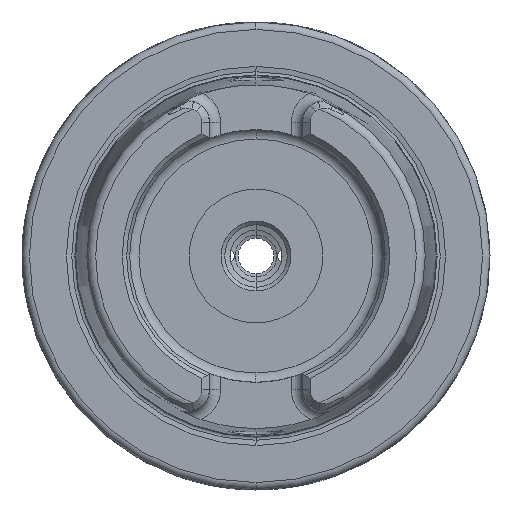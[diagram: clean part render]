
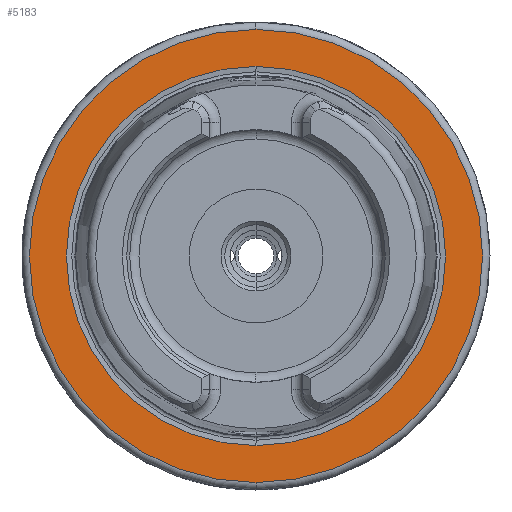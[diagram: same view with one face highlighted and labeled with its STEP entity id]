
A CAD part, left-side view. The second image highlights one B-rep face of the part: STEP entity #5183.
In plain terms, the highlighted planar face has unit normal (-1, 0, 0).
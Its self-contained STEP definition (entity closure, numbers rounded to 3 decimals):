
#250 = CARTESIAN_POINT ( 'NONE',  ( -24., 0., -25.521 ) ) ;
#320 = AXIS2_PLACEMENT_3D ( 'NONE', #3676, #6898, #3127 ) ;
#494 = AXIS2_PLACEMENT_3D ( 'NONE', #4537, #823, #5209 ) ;
#535 = AXIS2_PLACEMENT_3D ( 'NONE', #2165, #6526, #2748 ) ;
#608 = CARTESIAN_POINT ( 'NONE',  ( -24., 0., 30.5 ) ) ;
#635 = CARTESIAN_POINT ( 'NONE',  ( -24., 0., 0. ) ) ;
#715 = EDGE_CURVE ( 'NONE', #5492, #1583, #1644, .T. ) ;
#823 = DIRECTION ( 'NONE',  ( 1., 0., 0. ) ) ;
#887 = CIRCLE ( 'NONE', #2671, 30.5 ) ;
#1583 = VERTEX_POINT ( 'NONE', #3429 ) ;
#1644 = CIRCLE ( 'NONE', #3507, 30.5 ) ;
#2024 = EDGE_CURVE ( 'NONE', #1583, #5492, #887, .T. ) ;
#2165 = CARTESIAN_POINT ( 'NONE',  ( -24., 0., 0. ) ) ;
#2542 = PLANE ( 'NONE',  #320 ) ;
#2671 = AXIS2_PLACEMENT_3D ( 'NONE', #6661, #6710, #6751 ) ;
#2748 = DIRECTION ( 'NONE',  ( 0., 0., -1. ) ) ;
#2977 = VERTEX_POINT ( 'NONE', #5185 ) ;
#3003 = DIRECTION ( 'NONE',  ( 0., 0., -1. ) ) ;
#3103 = DIRECTION ( 'NONE',  ( -1., 0., 0. ) ) ;
#3127 = DIRECTION ( 'NONE',  ( 0., 0., -1. ) ) ;
#3429 = CARTESIAN_POINT ( 'NONE',  ( -24., 0., -30.5 ) ) ;
#3459 = EDGE_LOOP ( 'NONE', ( #3587, #3625 ) ) ;
#3507 = AXIS2_PLACEMENT_3D ( 'NONE', #635, #3103, #3003 ) ;
#3587 = ORIENTED_EDGE ( 'NONE', *, *, #5026, .T. ) ;
#3625 = ORIENTED_EDGE ( 'NONE', *, *, #4964, .T. ) ;
#3676 = CARTESIAN_POINT ( 'NONE',  ( -24., 31.5, 0. ) ) ;
#3737 = EDGE_LOOP ( 'NONE', ( #3801, #3834 ) ) ;
#3801 = ORIENTED_EDGE ( 'NONE', *, *, #2024, .T. ) ;
#3834 = ORIENTED_EDGE ( 'NONE', *, *, #715, .T. ) ;
#4537 = CARTESIAN_POINT ( 'NONE',  ( -24., 0., 0. ) ) ;
#4964 = EDGE_CURVE ( 'NONE', #5056, #2977, #6673, .T. ) ;
#5026 = EDGE_CURVE ( 'NONE', #2977, #5056, #6652, .T. ) ;
#5056 = VERTEX_POINT ( 'NONE', #250 ) ;
#5183 = ADVANCED_FACE ( 'NONE', ( #6421, #6384 ), #2542, .F. ) ;
#5185 = CARTESIAN_POINT ( 'NONE',  ( -24., 0., 25.521 ) ) ;
#5209 = DIRECTION ( 'NONE',  ( 0., 0., -1. ) ) ;
#5492 = VERTEX_POINT ( 'NONE', #608 ) ;
#6384 = FACE_BOUND ( 'NONE', #3459, .T. ) ;
#6421 = FACE_OUTER_BOUND ( 'NONE', #3737, .T. ) ;
#6526 = DIRECTION ( 'NONE',  ( 1., 0., 0. ) ) ;
#6652 = CIRCLE ( 'NONE', #494, 25.521 ) ;
#6661 = CARTESIAN_POINT ( 'NONE',  ( -24., 0., 0. ) ) ;
#6673 = CIRCLE ( 'NONE', #535, 25.521 ) ;
#6710 = DIRECTION ( 'NONE',  ( -1., 0., 0. ) ) ;
#6751 = DIRECTION ( 'NONE',  ( 0., 0., -1. ) ) ;
#6898 = DIRECTION ( 'NONE',  ( 1., 0., 0. ) ) ;
